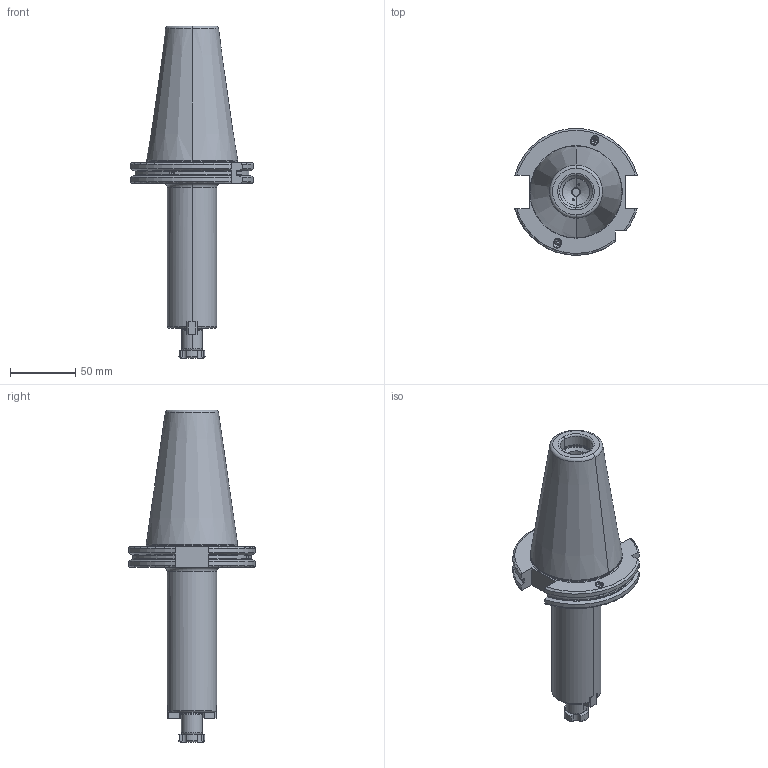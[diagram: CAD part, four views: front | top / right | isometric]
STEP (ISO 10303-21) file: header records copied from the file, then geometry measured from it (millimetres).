
FILE_DESCRIPTION((''),'2;1');
FILE_NAME('503_11_16_130','2021-03-31T',('103090'),(''),'CREO PARAMETRIC BY PTC INC, 2016260','CREO PARAMETRIC BY PTC INC, 2016260','');
FILE_SCHEMA(('CONFIG_CONTROL_DESIGN'));
Length unit declared in the file: millimetre
Products named in the file (1): 503_11_16_130
Bounding box: 94.05 x 97.31 x 254.75 mm (x, y, z)
Volume: 419156.2 mm3; surface area: 67172 mm2
Topology: 1 solids, 5 shells, 305 faces, 761 edges, 468 vertices
Faces by surface type: plane 112, cylinder 91, cone 58, torus 44
Entity records: 9726 total; most frequent: CARTESIAN_POINT 2425, DIRECTION 1556, ORIENTED_EDGE 1502, EDGE_CURVE 751, AXIS2_PLACEMENT_3D 605, VERTEX_POINT 468, VECTOR 346, LINE 346
